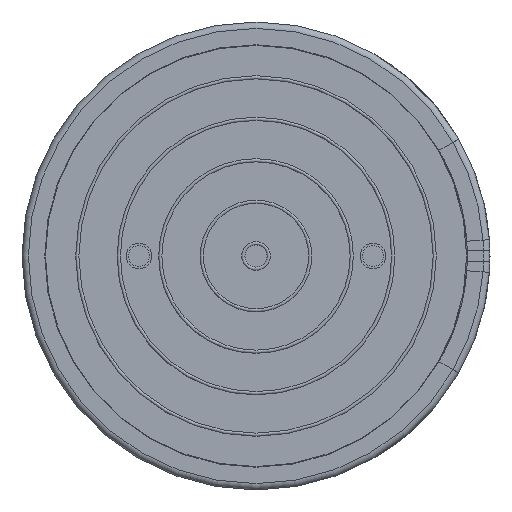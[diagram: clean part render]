
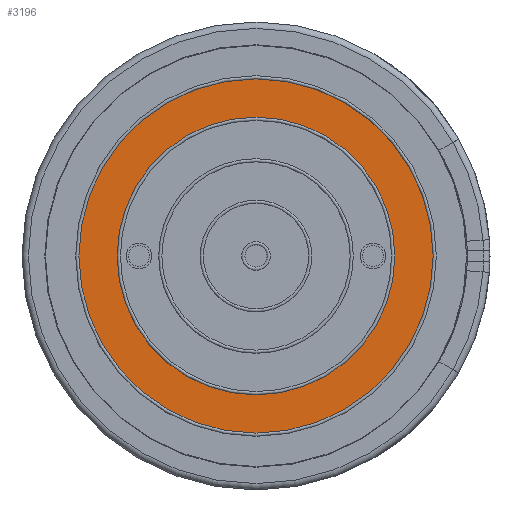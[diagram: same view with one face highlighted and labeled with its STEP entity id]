
A CAD part, front view. The second image highlights one B-rep face of the part: STEP entity #3196.
In plain terms, the highlighted planar face has unit normal (0, -1, 0).
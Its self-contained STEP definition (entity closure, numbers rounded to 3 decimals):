
#72=FACE_BOUND('',#496,.T.);
#221=PLANE('',#3571);
#343=FACE_OUTER_BOUND('',#495,.T.);
#495=EDGE_LOOP('',(#2854,#2855));
#496=EDGE_LOOP('',(#2856,#2857));
#999=CIRCLE('',#3534,8.325);
#1000=CIRCLE('',#3535,8.325);
#1023=CIRCLE('',#3564,6.525);
#1024=CIRCLE('',#3565,6.525);
#1405=VERTEX_POINT('',#6322);
#1406=VERTEX_POINT('',#6323);
#1426=VERTEX_POINT('',#6376);
#1427=VERTEX_POINT('',#6377);
#1884=EDGE_CURVE('',#1405,#1406,#999,.T.);
#1885=EDGE_CURVE('',#1406,#1405,#1000,.T.);
#1911=EDGE_CURVE('',#1426,#1427,#1023,.T.);
#1912=EDGE_CURVE('',#1427,#1426,#1024,.T.);
#2854=ORIENTED_EDGE('',*,*,#1884,.T.);
#2855=ORIENTED_EDGE('',*,*,#1885,.T.);
#2856=ORIENTED_EDGE('',*,*,#1911,.T.);
#2857=ORIENTED_EDGE('',*,*,#1912,.T.);
#3196=ADVANCED_FACE('',(#343,#72),#221,.T.);
#3534=AXIS2_PLACEMENT_3D('',#6324,#4328,#4329);
#3535=AXIS2_PLACEMENT_3D('',#6325,#4330,#4331);
#3564=AXIS2_PLACEMENT_3D('',#6378,#4391,#4392);
#3565=AXIS2_PLACEMENT_3D('',#6379,#4393,#4394);
#3571=AXIS2_PLACEMENT_3D('',#6389,#4407,#4408);
#4328=DIRECTION('center_axis',(0.,-1.,0.));
#4329=DIRECTION('ref_axis',(-1.,0.,0.));
#4330=DIRECTION('center_axis',(0.,-1.,0.));
#4331=DIRECTION('ref_axis',(-1.,0.,0.));
#4391=DIRECTION('center_axis',(0.,1.,0.));
#4392=DIRECTION('ref_axis',(-1.,0.,0.));
#4393=DIRECTION('center_axis',(0.,1.,0.));
#4394=DIRECTION('ref_axis',(-1.,0.,0.));
#4407=DIRECTION('center_axis',(0.,-1.,0.));
#4408=DIRECTION('ref_axis',(0.,0.,-1.));
#6322=CARTESIAN_POINT('',(-8.325,0.1,0.));
#6323=CARTESIAN_POINT('',(8.325,0.1,0.));
#6324=CARTESIAN_POINT('Origin',(0.,0.1,0.));
#6325=CARTESIAN_POINT('Origin',(0.,0.1,0.));
#6376=CARTESIAN_POINT('',(-6.525,0.1,0.));
#6377=CARTESIAN_POINT('',(6.525,0.1,0.));
#6378=CARTESIAN_POINT('Origin',(0.,0.1,0.));
#6379=CARTESIAN_POINT('Origin',(0.,0.1,0.));
#6389=CARTESIAN_POINT('Origin',(0.,0.1,0.));
